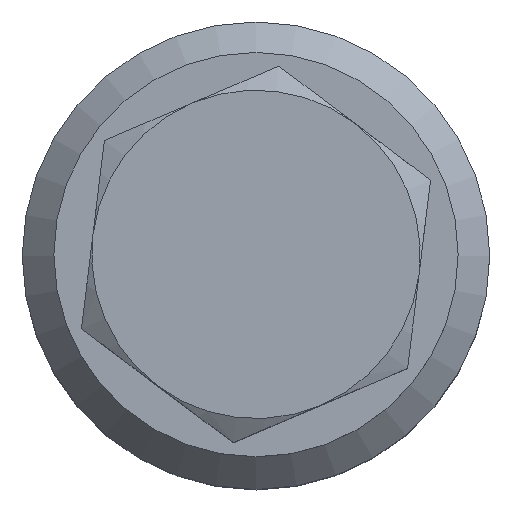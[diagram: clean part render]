
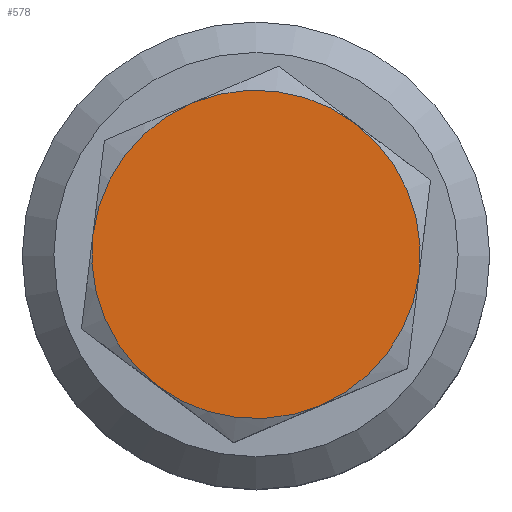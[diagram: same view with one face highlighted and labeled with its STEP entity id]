
A CAD part, top view. The second image highlights one B-rep face of the part: STEP entity #578.
In plain terms, the highlighted face is planar.
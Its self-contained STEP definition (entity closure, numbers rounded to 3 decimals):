
#69=PLANE('',#713);
#110=FACE_OUTER_BOUND('',#150,.T.);
#150=EDGE_LOOP('',(#511,#512,#513,#514,#515,#516));
#239=CIRCLE('',#693,6.5);
#240=CIRCLE('',#695,6.5);
#241=CIRCLE('',#697,6.5);
#242=CIRCLE('',#699,6.5);
#243=CIRCLE('',#701,6.5);
#244=CIRCLE('',#703,6.5);
#277=VERTEX_POINT('',#1007);
#279=VERTEX_POINT('',#1012);
#281=VERTEX_POINT('',#1019);
#282=VERTEX_POINT('',#1028);
#285=VERTEX_POINT('',#1039);
#286=VERTEX_POINT('',#1048);
#341=EDGE_CURVE('',#279,#277,#239,.T.);
#345=EDGE_CURVE('',#281,#279,#240,.T.);
#347=EDGE_CURVE('',#277,#282,#241,.T.);
#351=EDGE_CURVE('',#285,#281,#242,.T.);
#353=EDGE_CURVE('',#282,#286,#243,.T.);
#357=EDGE_CURVE('',#286,#285,#244,.T.);
#511=ORIENTED_EDGE('',*,*,#341,.T.);
#512=ORIENTED_EDGE('',*,*,#347,.T.);
#513=ORIENTED_EDGE('',*,*,#353,.T.);
#514=ORIENTED_EDGE('',*,*,#357,.T.);
#515=ORIENTED_EDGE('',*,*,#351,.T.);
#516=ORIENTED_EDGE('',*,*,#345,.T.);
#578=ADVANCED_FACE('',(#110),#69,.F.);
#693=AXIS2_PLACEMENT_3D('',#1013,#836,#837);
#695=AXIS2_PLACEMENT_3D('',#1026,#840,#841);
#697=AXIS2_PLACEMENT_3D('',#1033,#844,#845);
#699=AXIS2_PLACEMENT_3D('',#1046,#848,#849);
#701=AXIS2_PLACEMENT_3D('',#1053,#852,#853);
#703=AXIS2_PLACEMENT_3D('',#1065,#856,#857);
#713=AXIS2_PLACEMENT_3D('',#1095,#888,#889);
#836=DIRECTION('center_axis',(-1.,0.,0.));
#837=DIRECTION('ref_axis',(0.,1.,0.));
#840=DIRECTION('center_axis',(-1.,0.,0.));
#841=DIRECTION('ref_axis',(0.,1.,0.));
#844=DIRECTION('center_axis',(-1.,0.,0.));
#845=DIRECTION('ref_axis',(0.,1.,0.));
#848=DIRECTION('center_axis',(-1.,0.,0.));
#849=DIRECTION('ref_axis',(0.,1.,0.));
#852=DIRECTION('center_axis',(-1.,0.,0.));
#853=DIRECTION('ref_axis',(0.,1.,0.));
#856=DIRECTION('center_axis',(-1.,0.,0.));
#857=DIRECTION('ref_axis',(0.,1.,0.));
#888=DIRECTION('center_axis',(1.,0.,0.));
#889=DIRECTION('ref_axis',(0.,0.,-1.));
#1007=CARTESIAN_POINT('',(-5.5,5.629,3.25));
#1012=CARTESIAN_POINT('',(-5.5,0.,6.5));
#1013=CARTESIAN_POINT('Origin',(-5.5,0.,0.));
#1019=CARTESIAN_POINT('',(-5.5,-5.629,3.25));
#1026=CARTESIAN_POINT('Origin',(-5.5,0.,0.));
#1028=CARTESIAN_POINT('',(-5.5,5.629,-3.25));
#1033=CARTESIAN_POINT('Origin',(-5.5,0.,0.));
#1039=CARTESIAN_POINT('',(-5.5,-5.629,-3.25));
#1046=CARTESIAN_POINT('Origin',(-5.5,0.,0.));
#1048=CARTESIAN_POINT('',(-5.5,0.,-6.5));
#1053=CARTESIAN_POINT('Origin',(-5.5,0.,0.));
#1065=CARTESIAN_POINT('Origin',(-5.5,0.,0.));
#1095=CARTESIAN_POINT('Origin',(-5.5,0.,
0.));
